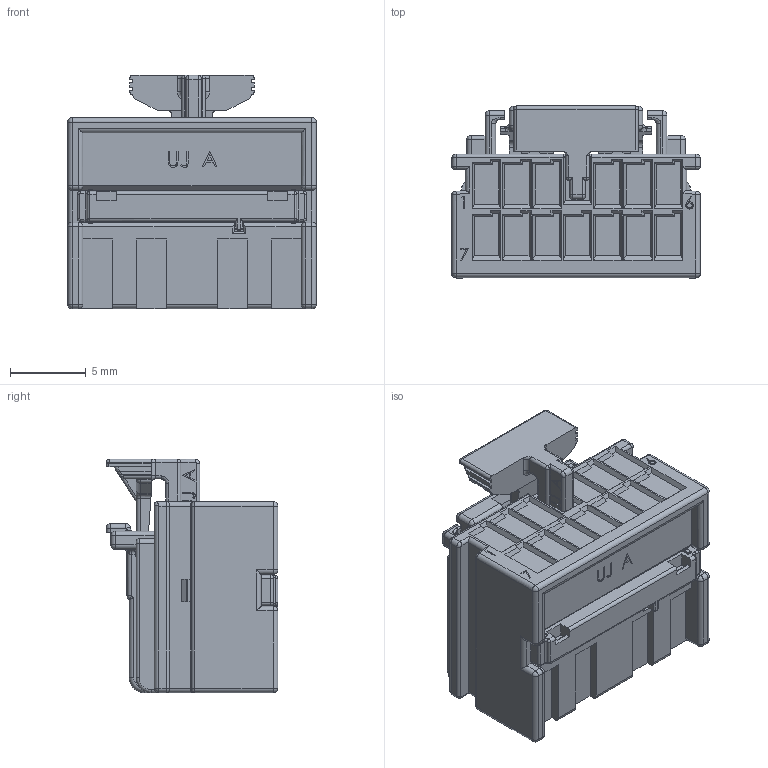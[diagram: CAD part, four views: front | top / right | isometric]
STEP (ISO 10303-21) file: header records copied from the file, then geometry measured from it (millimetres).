
FILE_DESCRIPTION (( 'STEP AP214' ), '1' );
FILE_NAME ('C_020_D_C_TR_13_ASSY_(A)_Rev.1.STEP', '2022-09-23T10:23:16', ( 'jkhwang' ), ( '' ), 'SwSTEP 2.0', 'SolidWorks 2020', '' );
FILE_SCHEMA (( 'AUTOMOTIVE_DESIGN' ));
Length unit declared in the file: millimetre
Products named in the file (1): C_020_D_C_TR_13_ASSY_(A)_Rev.1
Bounding box: 16.4 x 11.32 x 15.4 mm (x, y, z)
Volume: 1626.7 mm3; surface area: 1457.7 mm2
Topology: 1 solids, 1 shells, 1050 faces, 2744 edges, 1690 vertices
Faces by surface type: plane 607, cylinder 278, bspline 71, sphere 56, torus 38
Entity records: 45707 total; most frequent: CARTESIAN_POINT 9140, ORIENTED_EDGE 5396, DIRECTION 4892, EDGE_CURVE 2698, VECTOR 1980, LINE 1980, VERTEX_POINT 1690, AXIS2_PLACEMENT_3D 1456
